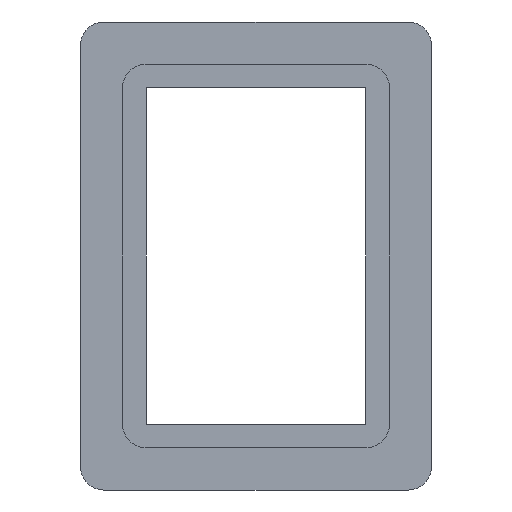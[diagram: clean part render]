
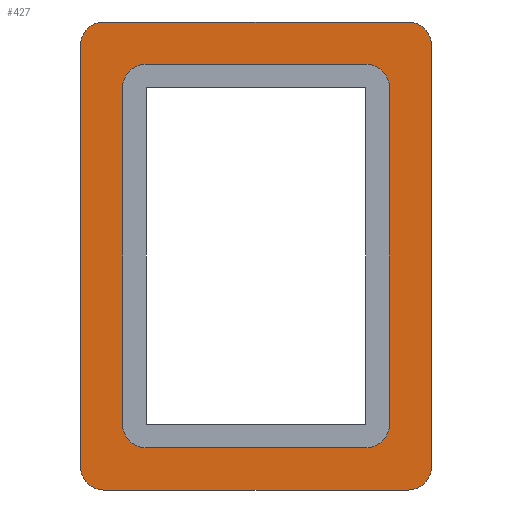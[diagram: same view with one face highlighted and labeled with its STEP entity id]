
A CAD part, left-side view. The second image highlights one B-rep face of the part: STEP entity #427.
In plain terms, the highlighted planar face has unit normal (-1, 0, 0).
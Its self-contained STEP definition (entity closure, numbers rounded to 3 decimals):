
#16 = CIRCLE ( 'NONE', #1075, 10. ) ;
#18 = EDGE_CURVE ( 'NONE', #1248, #1404, #1111, .T. ) ;
#22 = ORIENTED_EDGE ( 'NONE', *, *, #1065, .T. ) ;
#30 = LINE ( 'NONE', #488, #368 ) ;
#50 = ORIENTED_EDGE ( 'NONE', *, *, #1101, .T. ) ;
#66 = CIRCLE ( 'NONE', #373, 10. ) ;
#78 = AXIS2_PLACEMENT_3D ( 'NONE', #927, #1061, #797 ) ;
#86 = DIRECTION ( 'NONE',  ( 0., 0., -1. ) ) ;
#89 = DIRECTION ( 'NONE',  ( 0., 0., -1. ) ) ;
#92 = CARTESIAN_POINT ( 'NONE',  ( 0., 75., 90. ) ) ;
#93 = VERTEX_POINT ( 'NONE', #1300 ) ;
#98 = LINE ( 'NONE', #1239, #1414 ) ;
#100 = CIRCLE ( 'NONE', #821, 10. ) ;
#127 = DIRECTION ( 'NONE',  ( 0., 1., 0. ) ) ;
#130 = DIRECTION ( 'NONE',  ( 0., 0., -1. ) ) ;
#143 = CARTESIAN_POINT ( 'NONE',  ( 0., 47., 72. ) ) ;
#150 = DIRECTION ( 'NONE',  ( 0., 0., -1. ) ) ;
#155 = CARTESIAN_POINT ( 'NONE',  ( 0., -47., -72. ) ) ;
#156 = ORIENTED_EDGE ( 'NONE', *, *, #685, .T. ) ;
#200 = FACE_BOUND ( 'NONE', #1255, .T. ) ;
#212 = DIRECTION ( 'NONE',  ( 0., 1., 0. ) ) ;
#214 = DIRECTION ( 'NONE',  ( 0., 0., -1. ) ) ;
#216 = DIRECTION ( 'NONE',  ( 1., 0., 0. ) ) ;
#239 = CARTESIAN_POINT ( 'NONE',  ( 0., 75., 0. ) ) ;
#269 = CARTESIAN_POINT ( 'NONE',  ( 0., 57., -72. ) ) ;
#271 = CIRCLE ( 'NONE', #1110, 10. ) ;
#272 = ORIENTED_EDGE ( 'NONE', *, *, #983, .T. ) ;
#277 = VERTEX_POINT ( 'NONE', #916 ) ;
#304 = LINE ( 'NONE', #421, #1299 ) ;
#312 = CARTESIAN_POINT ( 'NONE',  ( 0., -57., 0. ) ) ;
#332 = CARTESIAN_POINT ( 'NONE',  ( 0., -47., 72. ) ) ;
#346 = CARTESIAN_POINT ( 'NONE',  ( 0., 57., 72. ) ) ;
#353 = ORIENTED_EDGE ( 'NONE', *, *, #813, .T. ) ;
#366 = CARTESIAN_POINT ( 'NONE',  ( 0., 47., -72. ) ) ;
#368 = VECTOR ( 'NONE', #127, 1000. ) ;
#373 = AXIS2_PLACEMENT_3D ( 'NONE', #1011, #1231, #86 ) ;
#396 = ORIENTED_EDGE ( 'NONE', *, *, #18, .T. ) ;
#421 = CARTESIAN_POINT ( 'NONE',  ( 0., 57., 0. ) ) ;
#427 = ADVANCED_FACE ( 'NONE', ( #886, #200 ), #1333, .F. ) ;
#459 = VECTOR ( 'NONE', #1223, 1000. ) ;
#488 = CARTESIAN_POINT ( 'NONE',  ( 0., 0., -82. ) ) ;
#490 = EDGE_CURVE ( 'NONE', #1395, #798, #912, .T. ) ;
#496 = DIRECTION ( 'NONE',  ( 0., 0., -1. ) ) ;
#531 = EDGE_CURVE ( 'NONE', #1451, #1086, #1418, .T. ) ;
#543 = ORIENTED_EDGE ( 'NONE', *, *, #1376, .T. ) ;
#545 = CARTESIAN_POINT ( 'NONE',  ( 0., 0., 100. ) ) ;
#550 = AXIS2_PLACEMENT_3D ( 'NONE', #143, #924, #496 ) ;
#563 = AXIS2_PLACEMENT_3D ( 'NONE', #665, #1478, #214 ) ;
#565 = DIRECTION ( 'NONE',  ( 0., 0., -1. ) ) ;
#577 = EDGE_CURVE ( 'NONE', #1354, #1086, #1365, .T. ) ;
#583 = ORIENTED_EDGE ( 'NONE', *, *, #577, .F. ) ;
#604 = CARTESIAN_POINT ( 'NONE',  ( 0., 47., 82. ) ) ;
#605 = ORIENTED_EDGE ( 'NONE', *, *, #778, .T. ) ;
#623 = EDGE_CURVE ( 'NONE', #1240, #1080, #98, .T. ) ;
#644 = VECTOR ( 'NONE', #130, 1000. ) ;
#651 = ORIENTED_EDGE ( 'NONE', *, *, #531, .T. ) ;
#654 = CARTESIAN_POINT ( 'NONE',  ( 0., -47., -82. ) ) ;
#665 = CARTESIAN_POINT ( 'NONE',  ( 0., 65., -90. ) ) ;
#668 = EDGE_CURVE ( 'NONE', #1019, #277, #1463, .T. ) ;
#681 = VERTEX_POINT ( 'NONE', #92 ) ;
#682 = AXIS2_PLACEMENT_3D ( 'NONE', #1100, #1234, #89 ) ;
#683 = CARTESIAN_POINT ( 'NONE',  ( 0., -57., 72. ) ) ;
#685 = EDGE_CURVE ( 'NONE', #1354, #798, #66, .T. ) ;
#688 = DIRECTION ( 'NONE',  ( 1., 0., 0. ) ) ;
#737 = ORIENTED_EDGE ( 'NONE', *, *, #490, .F. ) ;
#738 = EDGE_CURVE ( 'NONE', #93, #965, #271, .T. ) ;
#760 = VECTOR ( 'NONE', #1127, 1000. ) ;
#778 = EDGE_CURVE ( 'NONE', #277, #681, #1230, .T. ) ;
#787 = DIRECTION ( 'NONE',  ( 0., 1., 0. ) ) ;
#797 = DIRECTION ( 'NONE',  ( 0., 0., -1. ) ) ;
#798 = VERTEX_POINT ( 'NONE', #1297 ) ;
#813 = EDGE_CURVE ( 'NONE', #681, #1451, #830, .T. ) ;
#819 = DIRECTION ( 'NONE',  ( 0., 0., -1. ) ) ;
#821 = AXIS2_PLACEMENT_3D ( 'NONE', #1073, #1176, #819 ) ;
#827 = VECTOR ( 'NONE', #1018, 1000. ) ;
#830 = LINE ( 'NONE', #239, #644 ) ;
#840 = EDGE_LOOP ( 'NONE', ( #583, #156, #737, #50, #986, #605, #353, #651 ) ) ;
#873 = CIRCLE ( 'NONE', #550, 10. ) ;
#886 = FACE_OUTER_BOUND ( 'NONE', #840, .T. ) ;
#897 = ORIENTED_EDGE ( 'NONE', *, *, #1058, .T. ) ;
#912 = LINE ( 'NONE', #1241, #760 ) ;
#913 = AXIS2_PLACEMENT_3D ( 'NONE', #155, #1078, #150 ) ;
#916 = CARTESIAN_POINT ( 'NONE',  ( 0., 65., 100. ) ) ;
#924 = DIRECTION ( 'NONE',  ( 1., 0., 0. ) ) ;
#927 = CARTESIAN_POINT ( 'NONE',  ( 0., 65., 90. ) ) ;
#945 = DIRECTION ( 'NONE',  ( 0., 0., -1. ) ) ;
#949 = CARTESIAN_POINT ( 'NONE',  ( 0., 65., -100. ) ) ;
#965 = VERTEX_POINT ( 'NONE', #269 ) ;
#976 = ORIENTED_EDGE ( 'NONE', *, *, #1249, .F. ) ;
#980 = DIRECTION ( 'NONE',  ( 0., 0., -1. ) ) ;
#983 = EDGE_CURVE ( 'NONE', #1409, #1248, #1218, .T. ) ;
#986 = ORIENTED_EDGE ( 'NONE', *, *, #668, .T. ) ;
#1005 = CARTESIAN_POINT ( 'NONE',  ( 0., -65., 100. ) ) ;
#1011 = CARTESIAN_POINT ( 'NONE',  ( 0., -65., -90. ) ) ;
#1018 = DIRECTION ( 'NONE',  ( 0., 1., 0. ) ) ;
#1019 = VERTEX_POINT ( 'NONE', #1005 ) ;
#1058 = EDGE_CURVE ( 'NONE', #1404, #93, #30, .T. ) ;
#1061 = DIRECTION ( 'NONE',  ( -1., 0., 0. ) ) ;
#1065 = EDGE_CURVE ( 'NONE', #1442, #1080, #873, .T. ) ;
#1073 = CARTESIAN_POINT ( 'NONE',  ( 0., -65., 90. ) ) ;
#1075 = AXIS2_PLACEMENT_3D ( 'NONE', #332, #216, #565 ) ;
#1078 = DIRECTION ( 'NONE',  ( 1., 0., 0. ) ) ;
#1080 = VERTEX_POINT ( 'NONE', #604 ) ;
#1086 = VERTEX_POINT ( 'NONE', #949 ) ;
#1097 = CARTESIAN_POINT ( 'NONE',  ( 0., -57., -72. ) ) ;
#1100 = CARTESIAN_POINT ( 'NONE',  ( 0., 0., 0. ) ) ;
#1101 = EDGE_CURVE ( 'NONE', #1395, #1019, #100, .T. ) ;
#1110 = AXIS2_PLACEMENT_3D ( 'NONE', #366, #688, #945 ) ;
#1111 = CIRCLE ( 'NONE', #913, 10. ) ;
#1123 = CARTESIAN_POINT ( 'NONE',  ( 0., 75., -90. ) ) ;
#1127 = DIRECTION ( 'NONE',  ( 0., 0., -1. ) ) ;
#1133 = ORIENTED_EDGE ( 'NONE', *, *, #623, .F. ) ;
#1145 = CARTESIAN_POINT ( 'NONE',  ( 0., -65., -100. ) ) ;
#1176 = DIRECTION ( 'NONE',  ( -1., 0., 0. ) ) ;
#1218 = LINE ( 'NONE', #312, #459 ) ;
#1223 = DIRECTION ( 'NONE',  ( 0., 0., -1. ) ) ;
#1230 = CIRCLE ( 'NONE', #78, 10. ) ;
#1231 = DIRECTION ( 'NONE',  ( -1., 0., 0. ) ) ;
#1234 = DIRECTION ( 'NONE',  ( 1., 0., 0. ) ) ;
#1239 = CARTESIAN_POINT ( 'NONE',  ( 0., 0., 82. ) ) ;
#1240 = VERTEX_POINT ( 'NONE', #1348 ) ;
#1241 = CARTESIAN_POINT ( 'NONE',  ( 0., -75., 0. ) ) ;
#1248 = VERTEX_POINT ( 'NONE', #1097 ) ;
#1249 = EDGE_CURVE ( 'NONE', #1442, #965, #304, .T. ) ;
#1255 = EDGE_LOOP ( 'NONE', ( #1133, #543, #272, #396, #897, #1374, #976, #22 ) ) ;
#1297 = CARTESIAN_POINT ( 'NONE',  ( 0., -75., -90. ) ) ;
#1299 = VECTOR ( 'NONE', #980, 1000. ) ;
#1300 = CARTESIAN_POINT ( 'NONE',  ( 0., 47., -82. ) ) ;
#1333 = PLANE ( 'NONE',  #682 ) ;
#1348 = CARTESIAN_POINT ( 'NONE',  ( 0., -47., 82. ) ) ;
#1354 = VERTEX_POINT ( 'NONE', #1145 ) ;
#1358 = CARTESIAN_POINT ( 'NONE',  ( 0., 0., -100. ) ) ;
#1363 = VECTOR ( 'NONE', #212, 1000. ) ;
#1365 = LINE ( 'NONE', #1358, #827 ) ;
#1374 = ORIENTED_EDGE ( 'NONE', *, *, #738, .T. ) ;
#1376 = EDGE_CURVE ( 'NONE', #1240, #1409, #16, .T. ) ;
#1395 = VERTEX_POINT ( 'NONE', #1480 ) ;
#1404 = VERTEX_POINT ( 'NONE', #654 ) ;
#1409 = VERTEX_POINT ( 'NONE', #683 ) ;
#1414 = VECTOR ( 'NONE', #787, 1000. ) ;
#1418 = CIRCLE ( 'NONE', #563, 10. ) ;
#1442 = VERTEX_POINT ( 'NONE', #346 ) ;
#1451 = VERTEX_POINT ( 'NONE', #1123 ) ;
#1463 = LINE ( 'NONE', #545, #1363 ) ;
#1478 = DIRECTION ( 'NONE',  ( -1., 0., 0. ) ) ;
#1480 = CARTESIAN_POINT ( 'NONE',  ( 0., -75., 90. ) ) ;
